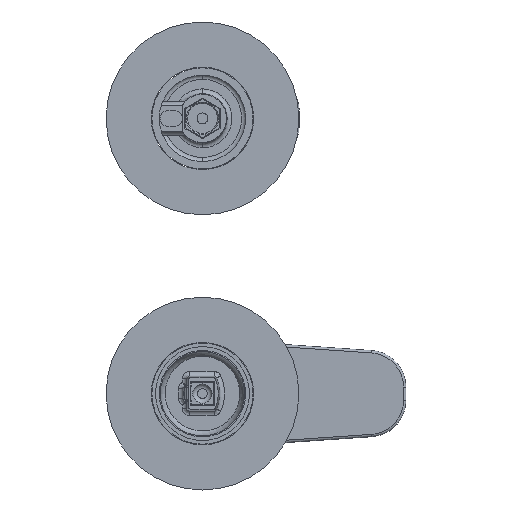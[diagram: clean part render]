
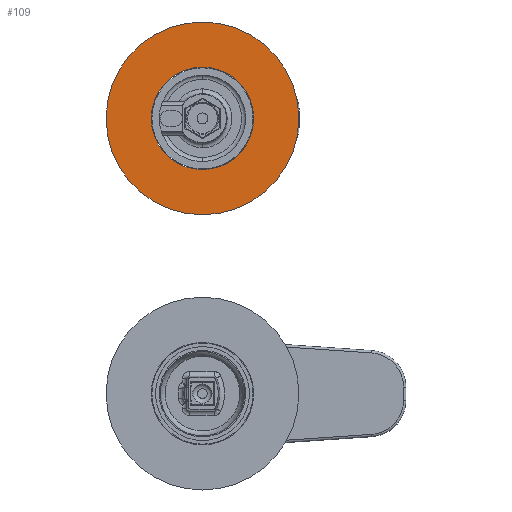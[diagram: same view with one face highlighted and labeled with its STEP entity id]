
A CAD part, left-side view. The second image highlights one B-rep face of the part: STEP entity #109.
In plain terms, the highlighted planar face has unit normal (-1, 0, 0).
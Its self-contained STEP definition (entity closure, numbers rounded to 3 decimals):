
#74 = AXIS2_PLACEMENT_3D ( 'NONE', #8119, #7372, #2107 ) ;
#109 = ADVANCED_FACE ( 'NONE', ( #1449, #6576 ), #7508, .T. ) ;
#247 = AXIS2_PLACEMENT_3D ( 'NONE', #6475, #8742, #1208 ) ;
#821 = AXIS2_PLACEMENT_3D ( 'NONE', #4323, #1302, #3710 ) ;
#1208 = DIRECTION ( 'NONE',  ( 0., 0., -1. ) ) ;
#1302 = DIRECTION ( 'NONE',  ( -1., 0., 0. ) ) ;
#1449 = FACE_BOUND ( 'NONE', #4441, .T. ) ;
#2107 = DIRECTION ( 'NONE',  ( 0., 0., 1. ) ) ;
#2263 = ORIENTED_EDGE ( 'NONE', *, *, #7629, .T. ) ;
#2943 = CARTESIAN_POINT ( 'NONE',  ( 48.5, 0., 92.99 ) ) ;
#2975 = CIRCLE ( 'NONE', #247, 21.25 ) ;
#3710 = DIRECTION ( 'NONE',  ( 0., 0., 1. ) ) ;
#4323 = CARTESIAN_POINT ( 'NONE',  ( 48.5, 0., 114.24 ) ) ;
#4410 = VERTEX_POINT ( 'NONE', #8927 ) ;
#4430 = CIRCLE ( 'NONE', #74, 40. ) ;
#4441 = EDGE_LOOP ( 'NONE', ( #2263 ) ) ;
#6475 = CARTESIAN_POINT ( 'NONE',  ( 48.5, 0., 114.24 ) ) ;
#6576 = FACE_OUTER_BOUND ( 'NONE', #8739, .T. ) ;
#7303 = ORIENTED_EDGE ( 'NONE', *, *, #7692, .T. ) ;
#7372 = DIRECTION ( 'NONE',  ( -1., 0., 0. ) ) ;
#7408 = VERTEX_POINT ( 'NONE', #2943 ) ;
#7508 = PLANE ( 'NONE',  #821 ) ;
#7629 = EDGE_CURVE ( 'NONE', #7408, #7408, #2975, .T. ) ;
#7692 = EDGE_CURVE ( 'NONE', #4410, #4410, #4430, .T. ) ;
#8119 = CARTESIAN_POINT ( 'NONE',  ( 48.5, 0., 114.24 ) ) ;
#8739 = EDGE_LOOP ( 'NONE', ( #7303 ) ) ;
#8742 = DIRECTION ( 'NONE',  ( 1., 0., 0. ) ) ;
#8927 = CARTESIAN_POINT ( 'NONE',  ( 48.5, 0., 154.24 ) ) ;
